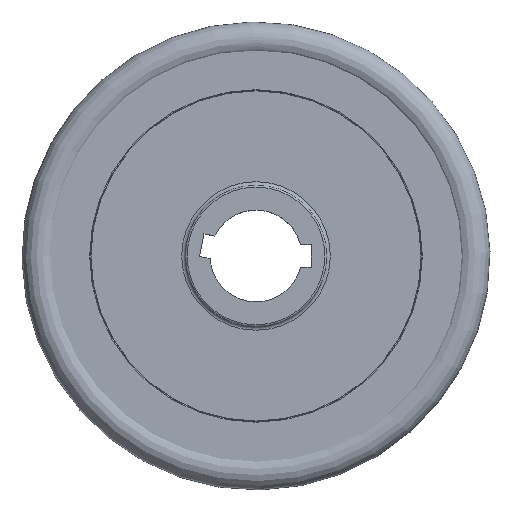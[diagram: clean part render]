
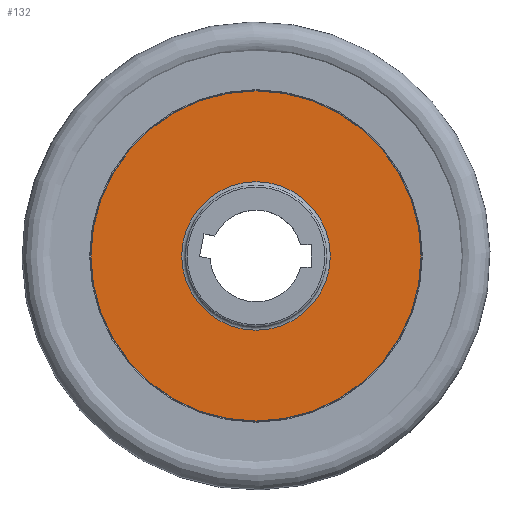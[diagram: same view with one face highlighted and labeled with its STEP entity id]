
A CAD part, top view. The second image highlights one B-rep face of the part: STEP entity #132.
In plain terms, the highlighted planar face has unit normal (0, 0, 1).
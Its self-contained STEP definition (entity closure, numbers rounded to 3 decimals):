
#114=PLANE('',#497);
#132=ADVANCED_FACE('',(#176,#177),#114,.T.);
#176=FACE_BOUND('',#222,.T.);
#177=FACE_BOUND('',#223,.T.);
#222=EDGE_LOOP('',(#292));
#223=EDGE_LOOP('',(#293));
#292=ORIENTED_EDGE('',*,*,#409,.T.);
#293=ORIENTED_EDGE('',*,*,#410,.T.);
#367=VERTEX_POINT('',#788);
#368=VERTEX_POINT('',#790);
#409=EDGE_CURVE('',#367,#367,#436,.T.);
#410=EDGE_CURVE('',#368,#368,#437,.T.);
#436=CIRCLE('',#495,41.1);
#437=CIRCLE('',#496,91.335);
#495=AXIS2_PLACEMENT_3D('',#787,#595,#596);
#496=AXIS2_PLACEMENT_3D('',#789,#597,#598);
#497=AXIS2_PLACEMENT_3D('',#791,#599,#600);
#595=DIRECTION('',(0.,0.,-1.));
#596=DIRECTION('',(1.,0.,0.));
#597=DIRECTION('',(0.,0.,1.));
#598=DIRECTION('',(1.,0.,0.));
#599=DIRECTION('',(0.,0.,1.));
#600=DIRECTION('',(-1.,0.,0.));
#787=CARTESIAN_POINT('',(0.,0.,-4.85));
#788=CARTESIAN_POINT('',(41.1,0.,-4.85));
#789=CARTESIAN_POINT('',(0.,0.,-4.85));
#790=CARTESIAN_POINT('',(91.335,0.,-4.85));
#791=CARTESIAN_POINT('',(91.44,0.,-4.85));
